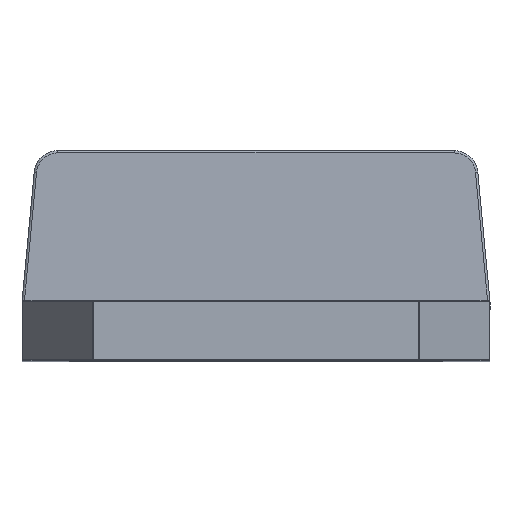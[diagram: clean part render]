
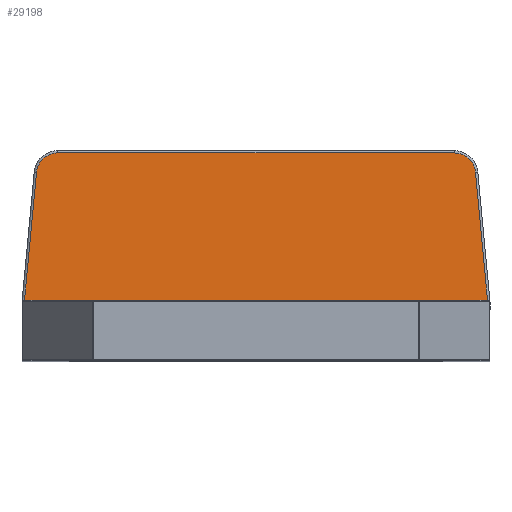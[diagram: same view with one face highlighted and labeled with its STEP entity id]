
A CAD part, top view. The second image highlights one B-rep face of the part: STEP entity #29198.
In plain terms, the highlighted planar face has unit normal (0, 0.033, 1).
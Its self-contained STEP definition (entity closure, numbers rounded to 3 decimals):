
#98 = VERTEX_POINT ( 'NONE', #14867 ) ;
#532 = DIRECTION ( 'NONE',  ( -1., 0., 0. ) ) ;
#2031 = CARTESIAN_POINT ( 'NONE',  ( 0., 1.54, 12.093 ) ) ;
#2095 = VECTOR ( 'NONE', #532, 1000. ) ;
#2833 = CARTESIAN_POINT ( 'NONE',  ( 3.95, -1.638, 12.198 ) ) ;
#2850 = CARTESIAN_POINT ( 'NONE',  ( 0., -1.638, 12.198 ) ) ;
#3404 = CARTESIAN_POINT ( 'NONE',  ( -4.62, 1.327, 12.1 ) ) ;
#3792 = LINE ( 'NONE', #20575, #15315 ) ;
#3951 = EDGE_CURVE ( 'NONE', #22231, #8358, #17244, .T. ) ;
#4286 = CARTESIAN_POINT ( 'NONE',  ( 4.439, 1.492, 12.095 ) ) ;
#4312 = DIRECTION ( 'NONE',  ( -1., 0., 0. ) ) ;
#4370 = CARTESIAN_POINT ( 'NONE',  ( 4.62, 1.327, 12.1 ) ) ;
#4442 = DIRECTION ( 'NONE',  ( 0., 0.999, -0.033 ) ) ;
#4740 = DIRECTION ( 'NONE',  ( -1., 0., 0. ) ) ;
#6156 = DIRECTION ( 'NONE',  ( -0.093, -0.995, 0.033 ) ) ;
#7141 = CARTESIAN_POINT ( 'NONE',  ( -4.643, 1.084, 12.108 ) ) ;
#7160 = CARTESIAN_POINT ( 'NONE',  ( 4.903, -1.685, 12.2 ) ) ;
#7414 = DIRECTION ( 'NONE',  ( -1., 0., 0. ) ) ;
#7460 = LINE ( 'NONE', #23543, #18994 ) ;
#8194 = LINE ( 'NONE', #2850, #2095 ) ;
#8358 = VERTEX_POINT ( 'NONE', #22079 ) ;
#8686 = CARTESIAN_POINT ( 'NONE',  ( -4.903, -1.685, 12.2 ) ) ;
#9310 = VECTOR ( 'NONE', #7414, 1000. ) ;
#10760 = VECTOR ( 'NONE', #26394, 1000. ) ;
#10765 =( BOUNDED_CURVE ( )  B_SPLINE_CURVE ( 3, ( #20410, #4286, #4370, #20515 ),
 .UNSPECIFIED., .F., .F. ) 
 B_SPLINE_CURVE_WITH_KNOTS ( ( 4, 4 ),
 ( 0., 1.477 ),
 .UNSPECIFIED. ) 
 CURVE ( )  GEOMETRIC_REPRESENTATION_ITEM ( )  RATIONAL_B_SPLINE_CURVE ( ( 1., 0.826, 0.826, 1. ) ) 
 REPRESENTATION_ITEM ( '' )  );
#10817 = EDGE_CURVE ( 'NONE', #17162, #29771, #16920, .T. ) ;
#11002 = VERTEX_POINT ( 'NONE', #7160 ) ;
#12049 = DIRECTION ( 'NONE',  ( -1., 0., 0. ) ) ;
#12187 = VERTEX_POINT ( 'NONE', #2833 ) ;
#12237 = VECTOR ( 'NONE', #4740, 1000. ) ;
#12650 = CARTESIAN_POINT ( 'NONE',  ( -4.195, 1.492, 12.095 ) ) ;
#12831 = EDGE_CURVE ( 'NONE', #11002, #21830, #27056, .T. ) ;
#12975 = EDGE_CURVE ( 'NONE', #11002, #20360, #28493, .T. ) ;
#13266 = ORIENTED_EDGE ( 'NONE', *, *, #29818, .F. ) ;
#14867 = CARTESIAN_POINT ( 'NONE',  ( -4.195, 1.492, 12.095 ) ) ;
#15315 = VECTOR ( 'NONE', #4442, 1000. ) ;
#15706 = ORIENTED_EDGE ( 'NONE', *, *, #3951, .F. ) ;
#16669 = VERTEX_POINT ( 'NONE', #23692 ) ;
#16920 = LINE ( 'NONE', #26778, #22337 ) ;
#17162 = VERTEX_POINT ( 'NONE', #7141 ) ;
#17223 = EDGE_CURVE ( 'NONE', #12187, #22231, #8194, .T. ) ;
#17244 = LINE ( 'NONE', #26028, #29548 ) ;
#17393 = DIRECTION ( 'NONE',  ( 0., -0.999, 0.033 ) ) ;
#17735 = EDGE_CURVE ( 'NONE', #17162, #98, #22294, .T. ) ;
#18037 = CARTESIAN_POINT ( 'NONE',  ( 3.95, -1.685, 12.2 ) ) ;
#18062 = ORIENTED_EDGE ( 'NONE', *, *, #17223, .F. ) ;
#18089 = DIRECTION ( 'NONE',  ( 0., 0.033, 0.999 ) ) ;
#18501 = CARTESIAN_POINT ( 'NONE',  ( -4.65, -1.685, 12.2 ) ) ;
#18854 = EDGE_LOOP ( 'NONE', ( #22814, #24556, #21076, #13266, #28107, #19297, #21452, #20239, #15706, #18062 ) ) ;
#18994 = VECTOR ( 'NONE', #12049, 1000. ) ;
#19297 = ORIENTED_EDGE ( 'NONE', *, *, #17735, .F. ) ;
#19600 = CARTESIAN_POINT ( 'NONE',  ( 4.643, 1.084, 12.108 ) ) ;
#20239 = ORIENTED_EDGE ( 'NONE', *, *, #27676, .F. ) ;
#20341 = PLANE ( 'NONE',  #26331 ) ;
#20360 = VERTEX_POINT ( 'NONE', #19600 ) ;
#20410 = CARTESIAN_POINT ( 'NONE',  ( 4.195, 1.492, 12.095 ) ) ;
#20515 = CARTESIAN_POINT ( 'NONE',  ( 4.643, 1.084, 12.108 ) ) ;
#20575 = CARTESIAN_POINT ( 'NONE',  ( 3.95, 1.54, 12.093 ) ) ;
#20766 = CARTESIAN_POINT ( 'NONE',  ( -3.95, -1.638, 12.198 ) ) ;
#21076 = ORIENTED_EDGE ( 'NONE', *, *, #12975, .T. ) ;
#21228 = CARTESIAN_POINT ( 'NONE',  ( -4.65, -1.685, 12.2 ) ) ;
#21452 = ORIENTED_EDGE ( 'NONE', *, *, #10817, .T. ) ;
#21830 = VERTEX_POINT ( 'NONE', #18037 ) ;
#22079 = CARTESIAN_POINT ( 'NONE',  ( -3.95, -1.685, 12.2 ) ) ;
#22231 = VERTEX_POINT ( 'NONE', #20766 ) ;
#22294 =( BOUNDED_CURVE ( )  B_SPLINE_CURVE ( 3, ( #24169, #3404, #26501, #12650 ),
 .UNSPECIFIED., .F., .F. ) 
 B_SPLINE_CURVE_WITH_KNOTS ( ( 4, 4 ),
 ( 1.664, 3.142 ),
 .UNSPECIFIED. ) 
 CURVE ( )  GEOMETRIC_REPRESENTATION_ITEM ( )  RATIONAL_B_SPLINE_CURVE ( ( 1., 0.826, 0.826, 1. ) ) 
 REPRESENTATION_ITEM ( '' )  );
#22337 = VECTOR ( 'NONE', #6156, 1000. ) ;
#22814 = ORIENTED_EDGE ( 'NONE', *, *, #26116, .F. ) ;
#23543 = CARTESIAN_POINT ( 'NONE',  ( 0., 1.492, 12.095 ) ) ;
#23692 = CARTESIAN_POINT ( 'NONE',  ( 4.195, 1.492, 12.095 ) ) ;
#24154 = CARTESIAN_POINT ( 'NONE',  ( 4.56, 1.967, 12.079 ) ) ;
#24169 = CARTESIAN_POINT ( 'NONE',  ( -4.643, 1.084, 12.108 ) ) ;
#24556 = ORIENTED_EDGE ( 'NONE', *, *, #12831, .F. ) ;
#26028 = CARTESIAN_POINT ( 'NONE',  ( -3.95, 1.54, 12.093 ) ) ;
#26116 = EDGE_CURVE ( 'NONE', #21830, #12187, #3792, .T. ) ;
#26331 = AXIS2_PLACEMENT_3D ( 'NONE', #2031, #18089, #4312 ) ;
#26394 = DIRECTION ( 'NONE',  ( -0.093, 0.995, -0.033 ) ) ;
#26501 = CARTESIAN_POINT ( 'NONE',  ( -4.439, 1.492, 12.095 ) ) ;
#26778 = CARTESIAN_POINT ( 'NONE',  ( -4.56, 1.967, 12.079 ) ) ;
#27056 = LINE ( 'NONE', #21228, #9310 ) ;
#27676 = EDGE_CURVE ( 'NONE', #8358, #29771, #29932, .T. ) ;
#28107 = ORIENTED_EDGE ( 'NONE', *, *, #29359, .T. ) ;
#28493 = LINE ( 'NONE', #24154, #10760 ) ;
#29198 = ADVANCED_FACE ( 'NONE', ( #29462 ), #20341, .T. ) ;
#29359 = EDGE_CURVE ( 'NONE', #16669, #98, #7460, .T. ) ;
#29462 = FACE_OUTER_BOUND ( 'NONE', #18854, .T. ) ;
#29548 = VECTOR ( 'NONE', #17393, 1000. ) ;
#29771 = VERTEX_POINT ( 'NONE', #8686 ) ;
#29818 = EDGE_CURVE ( 'NONE', #16669, #20360, #10765, .T. ) ;
#29932 = LINE ( 'NONE', #18501, #12237 ) ;
